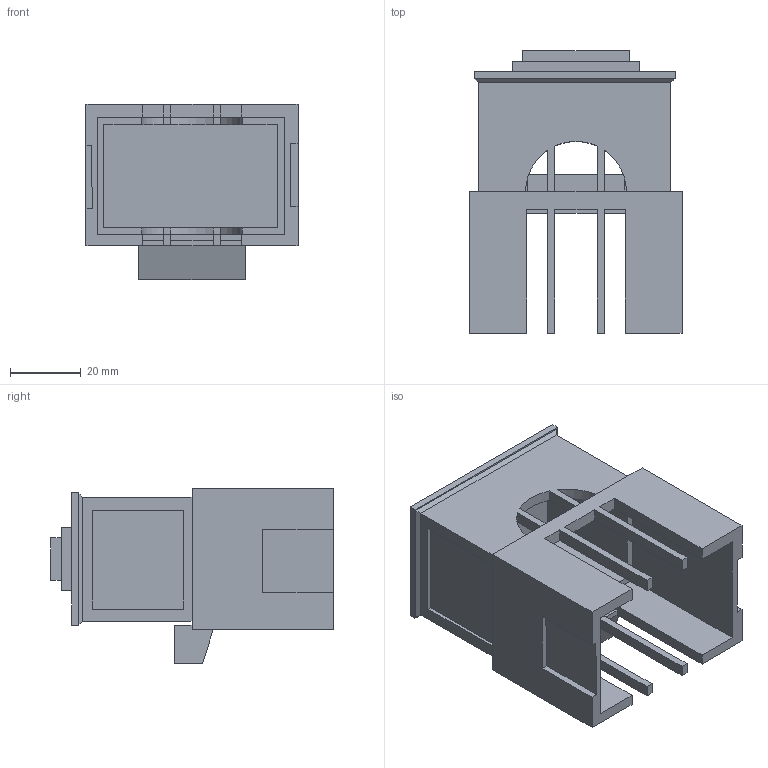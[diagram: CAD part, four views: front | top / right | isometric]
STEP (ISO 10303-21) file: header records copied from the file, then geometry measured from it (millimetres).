
FILE_DESCRIPTION (( 'STEP AP214' ), '1' );
FILE_NAME ('膻緱槫 旽.STEP', '2025-01-29T13:49:34', ( '' ), ( '' ), 'SwSTEP 2.0', 'SolidWorks 2022', '' );
FILE_SCHEMA (( 'AUTOMOTIVE_DESIGN' ));
Length unit declared in the file: millimetre
Products named in the file (1): нижнее МО
Bounding box: 60 x 80 x 49.56 mm (x, y, z)
Volume: 40485.8 mm3; surface area: 30640.5 mm2
Topology: 1 solids, 1 shells, 119 faces, 347 edges, 224 vertices
Faces by surface type: plane 113, cylinder 6
Entity records: 3895 total; most frequent: ORIENTED_EDGE 694, CARTESIAN_POINT 691, DIRECTION 599, EDGE_CURVE 347, VECTOR 335, LINE 335, VERTEX_POINT 224, AXIS2_PLACEMENT_3D 132
